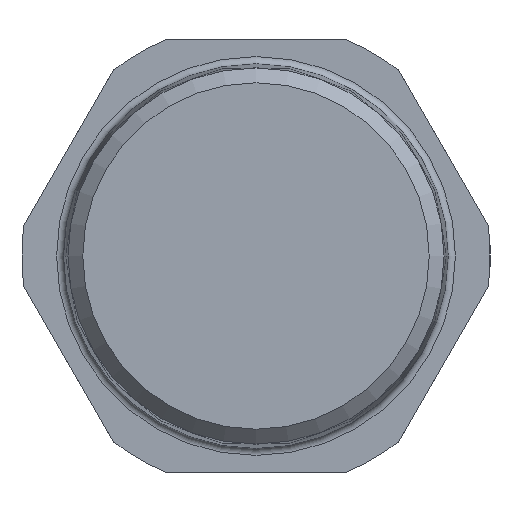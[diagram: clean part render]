
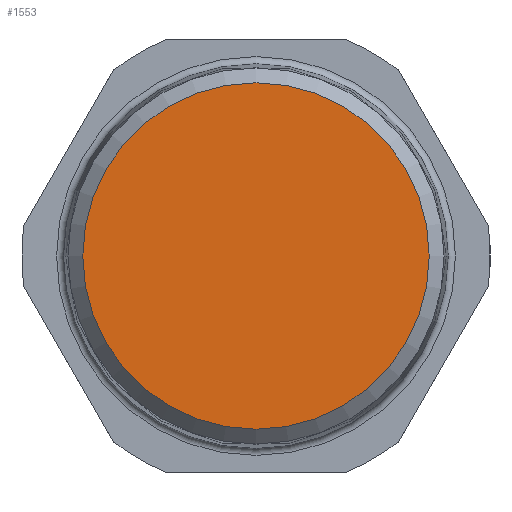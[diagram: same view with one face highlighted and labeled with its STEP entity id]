
A CAD part, left-side view. The second image highlights one B-rep face of the part: STEP entity #1553.
In plain terms, the highlighted planar face has unit normal (-1, 0, 0).
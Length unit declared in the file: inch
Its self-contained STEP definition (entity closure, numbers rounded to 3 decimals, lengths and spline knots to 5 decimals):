
#285=FACE_OUTER_BOUND('',#370,.T.);
#370=EDGE_LOOP('',(#1234));
#489=CIRCLE('',#1751,0.47309);
#641=VERTEX_POINT('',#3240);
#848=EDGE_CURVE('',#641,#641,#489,.T.);
#1234=ORIENTED_EDGE('',*,*,#848,.F.);
#1401=PLANE('',#1750);
#1553=ADVANCED_FACE('',(#285),#1401,.T.);
#1750=AXIS2_PLACEMENT_3D('',#3239,#2146,#2147);
#1751=AXIS2_PLACEMENT_3D('',#3241,#2148,#2149);
#2146=DIRECTION('center_axis',(-1.,0.,0.));
#2147=DIRECTION('ref_axis',(0.,0.,
-1.));
#2148=DIRECTION('center_axis',(1.,0.,0.));
#2149=DIRECTION('ref_axis',(0.,1.,0.));
#3239=CARTESIAN_POINT('Origin',(-1.69291,-0.51246,0.));
#3240=CARTESIAN_POINT('',(-1.69291,-0.47309,0.));
#3241=CARTESIAN_POINT('Origin',(-1.69291,0.,
0.));
